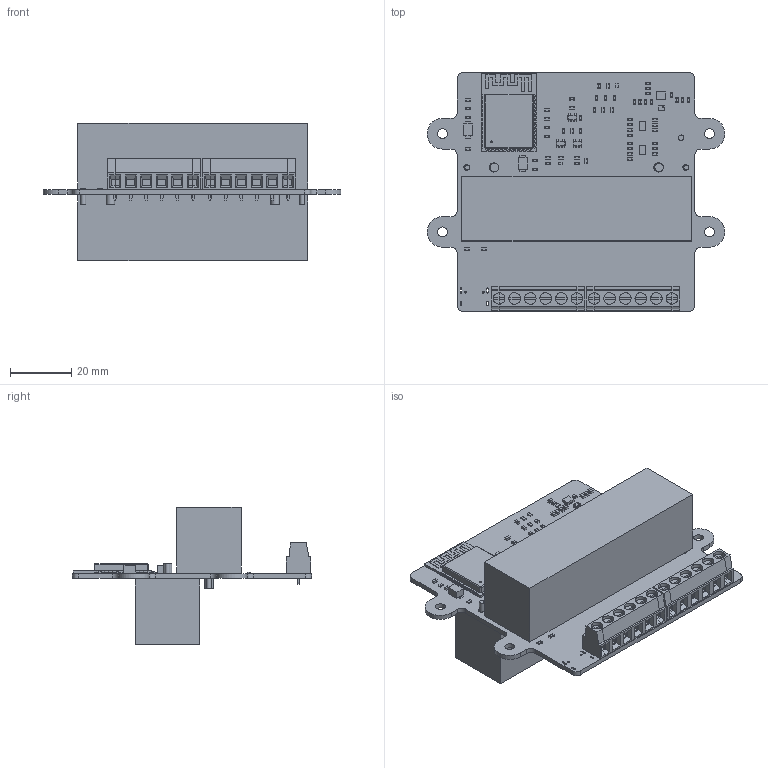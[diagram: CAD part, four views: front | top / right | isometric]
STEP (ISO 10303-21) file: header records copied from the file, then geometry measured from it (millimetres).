
FILE_DESCRIPTION(('KiCad electronic assembly'),'2;1');
FILE_NAME('MarinaWatch.step','2025-08-03T00:42:43',('Pcbnew'),('Kicad'), 'Open CASCADE STEP processor 7.7','KiCad to STEP converter','Unknown' );
FILE_SCHEMA(('AUTOMOTIVE_DESIGN { 1 0 10303 214 1 1 1 1 }'));
Length unit declared in the file: millimetre
Products named in the file (22): MarinaWatch 1; C_0603_1608Metric; BQ24210DQCT; DQC0010A_ASM; R_0603_1608Metric; L_Wurth_WE-LQSH-2010; TS-1088R-02526; ASSEMBLY; BHC-18650-1P; Download_STP_691241510006 (rev1); Assem1; ESP32-S3-WROOM-1; TPS63070RNMR; RNM0015A_ASM; SOT-23-5; SOT_23_5; MarinaWatch_PCB
Assembly tree (84 placements, depth 3):
  MarinaWatch 1
    C_0603_1608Metric  x17
      C_0603_1608Metric
    BQ24210DQCT  x2
      DQC0010A_ASM
    R_0603_1608Metric  x42
      R_0603_1608Metric
    L_Wurth_WE-LQSH-2010
      L_Wurth_WE-LQSH-2010
    TS-1088R-02526  x2
      ASSEMBLY
    BHC-18650-1P  x2
      ASSEMBLY
    Download_STP_691241510006 (rev1)  x2
      Assem1
    ESP32-S3-WROOM-1
      ESP32-S3-WROOM-1
    TPS63070RNMR
      RNM0015A_ASM
    SOT-23-5  x3
      SOT_23_5
    MarinaWatch_PCB
Bounding box: 97.1 x 78 x 44.9 mm (x, y, z)
Volume: 82714.5 mm3; surface area: 34974.6 mm2
Topology: 180 solids, 180 shells, 4458 faces, 11223 edges, 7186 vertices
Faces by surface type: plane 3501, cylinder 837, bspline 114, sphere 4, torus 2
Full cylindrical faces by diameter (mm): 0.2 x18, 0.25 x1, 0.5 x1, 0.65 x2, 1 x1, 1.3 x12, 1.6 x4, 1.8 x6, 2.8 x4, 3 x4, 3.2 x4, 3.8 x8
Entity records: 77965 total; most frequent: CARTESIAN_POINT 13137, ORIENTED_EDGE 11120, DIRECTION 10625, EDGE_CURVE 5560, LINE 4889, VECTOR 4889, VERTEX_POINT 3508, AXIS2_PLACEMENT_3D 2868
